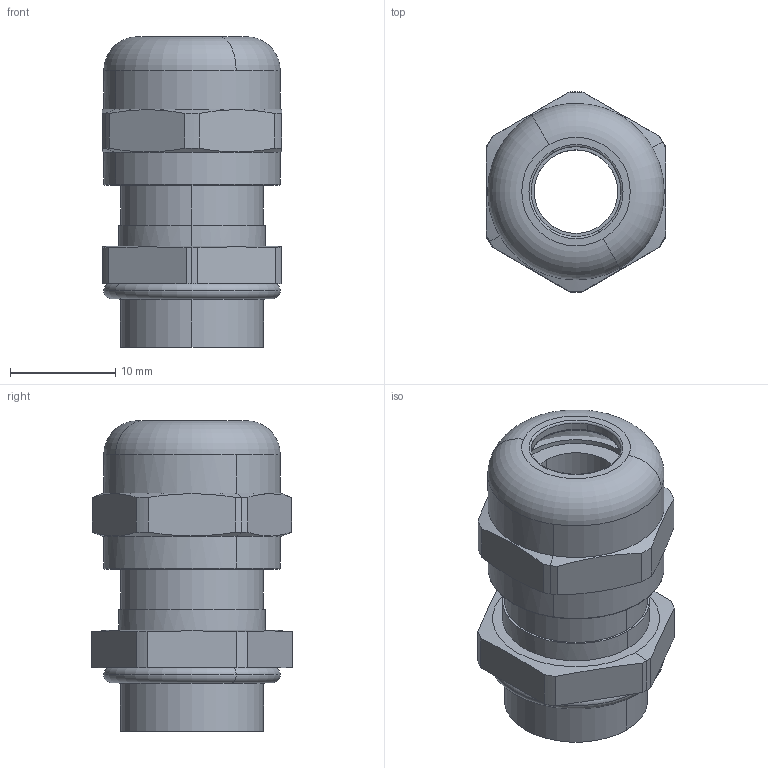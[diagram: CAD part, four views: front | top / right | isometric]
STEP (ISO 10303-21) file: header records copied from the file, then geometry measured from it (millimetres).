
FILE_DESCRIPTION(('CATIA V5R24 STEP','CAx-IF Rec.Pracs.--- Model Styling and Organization---1.2---2011-12-15'),'2;1');
FILE_NAME ('D1452856_0_1569070000_1569070000.stp','2018-03-27T12:33:40+00:00',('none'),('Weidmueller'),'CATIA Version 5-6 Release 2014 SP4 HF52','CATIA V5 STEP AP214','none');
FILE_SCHEMA(('AUTOMOTIVE_DESIGN { 1 0 10303 214 1 1 1 1 }'));
Length unit declared in the file: millimetre
Products named in the file (1): 65286_PG9
Bounding box: 17 x 19.02 x 29.43 mm (x, y, z)
Volume: 2788.6 mm3; surface area: 5451.9 mm2
Topology: 5 solids, 5 shells, 116 faces, 308 edges, 208 vertices
Faces by surface type: cylinder 56, plane 28, torus 20, cone 12
Entity records: 3885 total; most frequent: CARTESIAN_POINT 1050, ORIENTED_EDGE 616, DIRECTION 475, EDGE_CURVE 308, AXIS2_PLACEMENT_3D 279, VERTEX_POINT 208, CIRCLE 172, EDGE_LOOP 132
